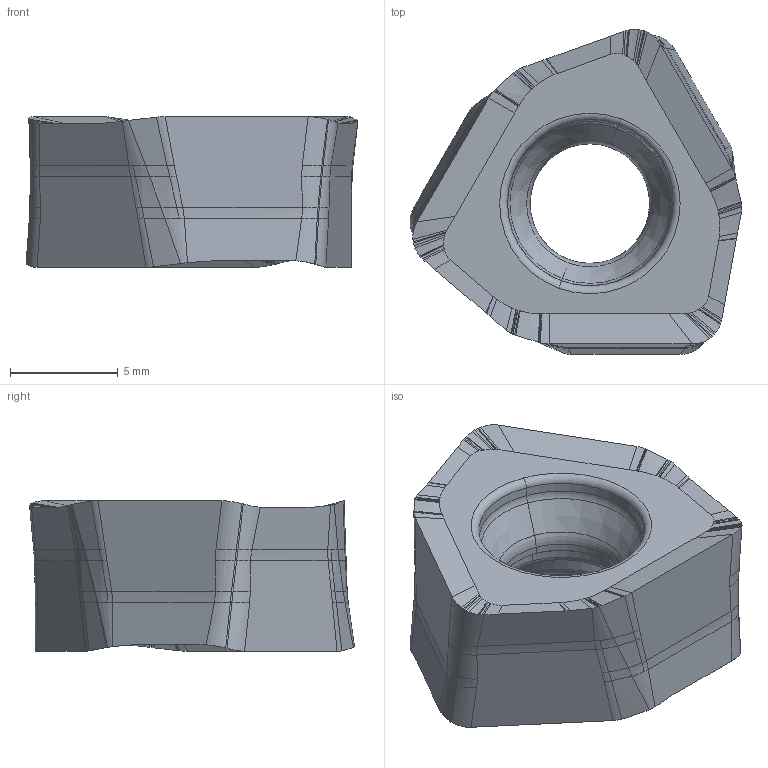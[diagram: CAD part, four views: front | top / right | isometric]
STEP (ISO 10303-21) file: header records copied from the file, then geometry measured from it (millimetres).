
FILE_DESCRIPTION(/* description */ (''),/* implementation_level */ '2;1');
FILE_NAME(/* name */ 'JOMU140715ZZER-M.stp',/* time_stamp */ '2021-09-07T08:29:12+09:00',/* author */ (''),/* organization */ (''),/* preprocessor_version */ 'ST-DEVELOPER v16',/* originating_system */ 'SIEMENS PLM Software NX 10.0',/* authorisation */ '');
FILE_SCHEMA (('AUTOMOTIVE_DESIGN { 1 0 10303 214 3 1 1 1 }'));
Length unit declared in the file: millimetre
Products named in the file (1): JOMU140715ZZER-M
Bounding box: 15.42 x 15.1 x 7 mm (x, y, z)
Volume: 779.7 mm3; surface area: 692.9 mm2
Topology: 1 solids, 1 shells, 341 faces, 965 edges, 712 vertices
Faces by surface type: bspline 258, plane 39, cylinder 18, torus 14, cone 12
Entity records: 19627 total; most frequent: CARTESIAN_POINT 12727, ORIENTED_EDGE 1764, EDGE_CURVE 882, B_SPLINE_CURVE_WITH_KNOTS 620, DIRECTION 594, VERTEX_POINT 544, EDGE_LOOP 344, ADVANCED_FACE 341
